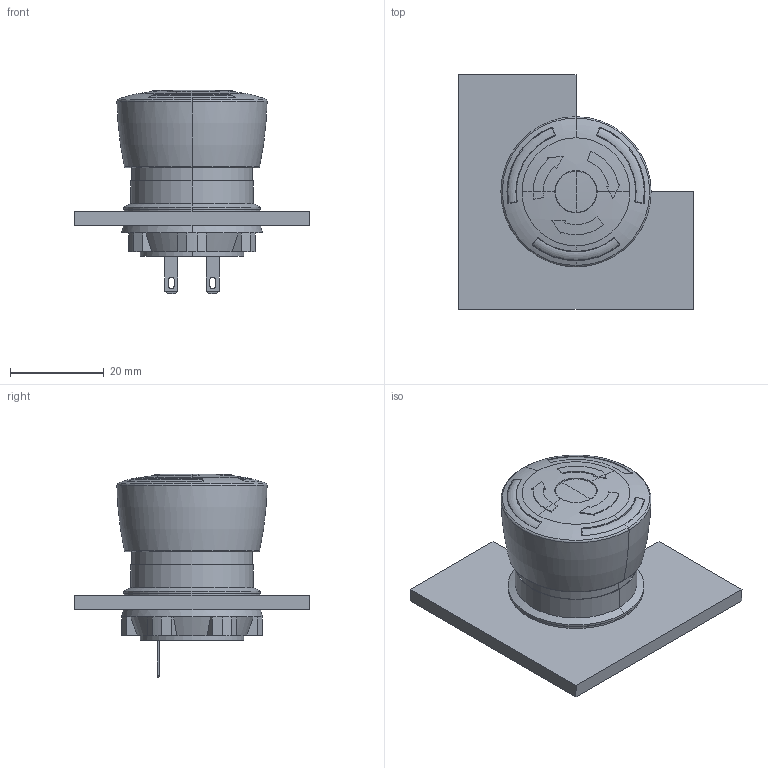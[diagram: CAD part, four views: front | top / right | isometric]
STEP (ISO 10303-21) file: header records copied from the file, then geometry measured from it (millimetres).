
FILE_DESCRIPTION (( 'STEP AP214' ), '1' );
FILE_NAME ('default.step', '2011-10-05T12:49:07', ( 'sysAdmin' ), ( 'SolidWorks' ), 'SwSTEP 2.0', 'SolidWorks 2011', '' );
FILE_SCHEMA (( 'AUTOMOTIVE_DESIGN' ));
Length unit declared in the file: millimetre
Products named in the file (1): default
Bounding box: 50 x 50 x 43.44 mm (x, y, z)
Volume: 24335.9 mm3; surface area: 17592.4 mm2
Topology: 10 solids, 10 shells, 321 faces, 839 edges, 543 vertices
Faces by surface type: plane 175, cylinder 100, cone 24, torus 13, sphere 9
Entity records: 13670 total; most frequent: CARTESIAN_POINT 1848, DIRECTION 1782, ORIENTED_EDGE 1678, EDGE_CURVE 839, AXIS2_PLACEMENT_3D 661, VERTEX_POINT 543, LINE 460, VECTOR 460
